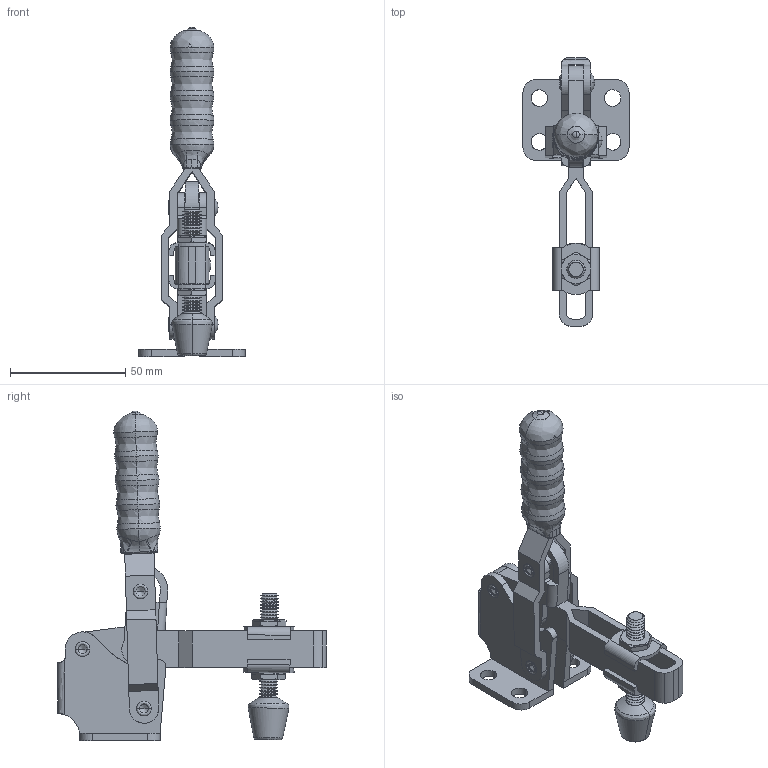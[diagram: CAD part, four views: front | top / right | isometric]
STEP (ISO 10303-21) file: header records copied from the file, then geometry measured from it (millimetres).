
FILE_DESCRIPTION((''),' ');
FILE_NAME('GH-12130.stp',' ',('stephen'),('BIB design'),' ','ACIS 14.0',' ');
FILE_SCHEMA(('automotive_design'));
Length unit declared in the file: inch
Products named in the file (14): Part_1711; Part_2048; Part_2049; Part_6045; Part_7003; Part_15646; Part_14771; Part_31154; Part_31529; Part_41901; Part_41902; Part_44488; Part_45106; Part_127296
Bounding box: 46 x 116.65 x 142.98 mm (x, y, z)
Volume: 62456.1 mm3; surface area: 39179.7 mm2
Topology: 14 solids, 14 shells, 637 faces, 2127 edges, 1491 vertices
Faces by surface type: revolution 324, bspline 131, plane 116, cylinder 48, torus 16, sphere 2
Entity records: 60235 total; most frequent: CARTESIAN_POINT 19014, PRESENTATION_STYLE_ASSIGNMENT 4709, COLOUR_RGB 4709, STYLED_ITEM 4235, ORIENTED_EDGE 4186, DIRECTION 2878, CURVE_STYLE 2567, EDGE_CURVE 2093
